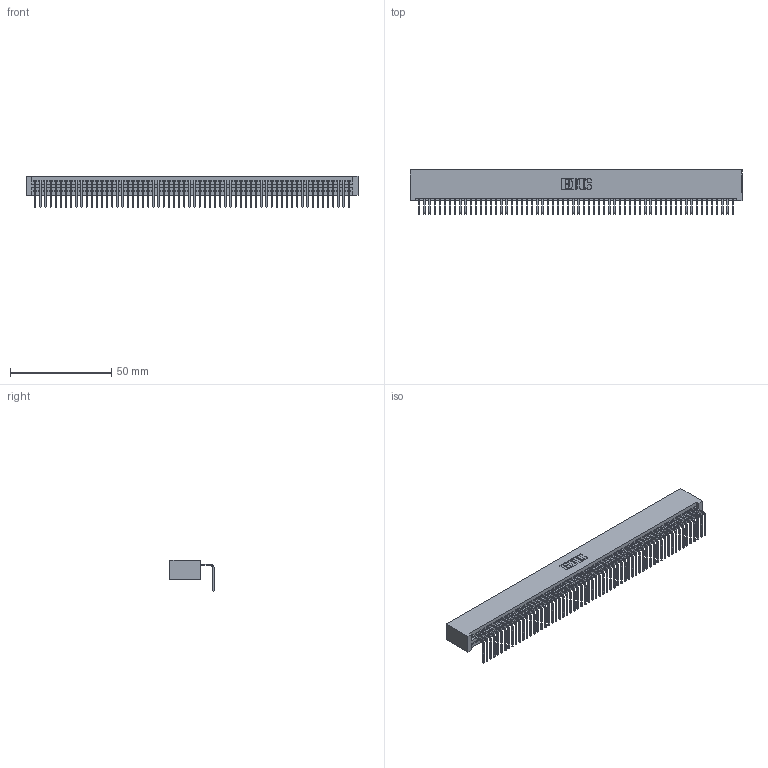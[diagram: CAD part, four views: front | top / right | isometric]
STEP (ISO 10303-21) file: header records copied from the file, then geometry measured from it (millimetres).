
FILE_DESCRIPTION (( 'STEP AP203' ), '1' );
FILE_NAME ('345-062-558-101.STEP', '2018-09-27T16:48:17', ( '' ), ( '' ), 'SwSTEP 2.0', 'SolidWorks 2016', '' );
FILE_SCHEMA (( 'CONFIG_CONTROL_DESIGN' ));
Length unit declared in the file: inch
Products named in the file (3): 345-292-001_558 Tail - 2; 345 Part_No Mounting Lugs; 345-062-558-101
Assembly tree (63 placements, depth 2):
  345-062-558-101
    345 Part_No Mounting Lugs
    345-292-001_558 Tail - 2  x62
Bounding box: 164.08 x 21.83 x 15.37 mm (x, y, z)
Volume: 16539.6 mm3; surface area: 23655.5 mm2
Topology: 63 solids, 63 shells, 3838 faces, 11601 edges, 7650 vertices
Faces by surface type: plane 2680, cylinder 1158
Entity records: 43777 total; most frequent: CARTESIAN_POINT 7590, ORIENTED_EDGE 7586, DIRECTION 6593, EDGE_CURVE 3793, LINE 3421, VECTOR 3421, VERTEX_POINT 2526, AXIS2_PLACEMENT_3D 1586
